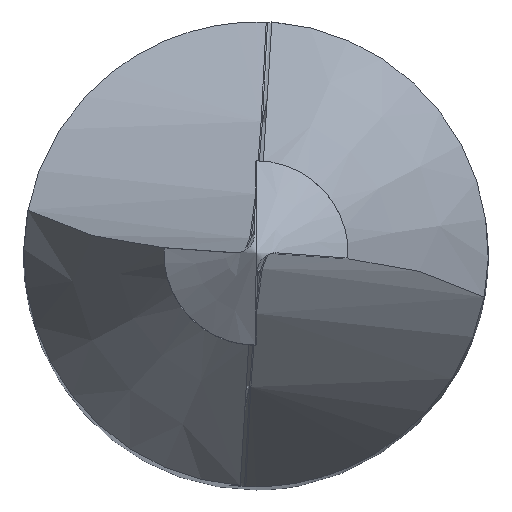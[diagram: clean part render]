
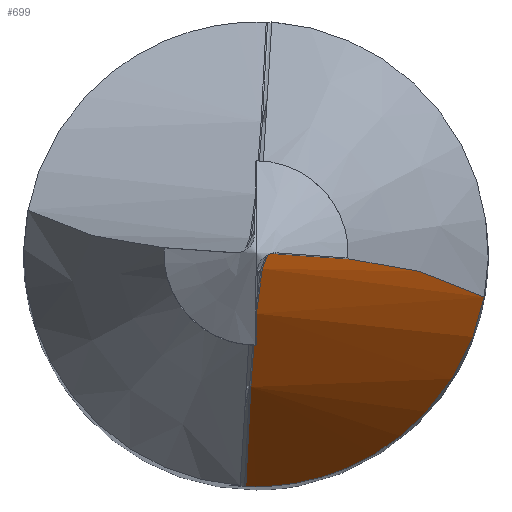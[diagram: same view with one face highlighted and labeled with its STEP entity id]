
A CAD part, top view. The second image highlights one B-rep face of the part: STEP entity #699.
In plain terms, the highlighted conical face has half-angle 4 degrees and reference radius 13.309 mm.
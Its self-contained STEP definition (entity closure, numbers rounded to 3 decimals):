
#417=VERTEX_POINT('',#1164);
#519=VERTEX_POINT('',#1279);
#627=EDGE_CURVE('',#771,#519,#1402,.T.);
#631=EDGE_CURVE('',#417,#1013,#1406,.T.);
#699=ADVANCED_FACE('',(#1482),#1483,.F.);
#771=VERTEX_POINT('',#1560);
#857=VERTEX_POINT('',#1654);
#861=EDGE_CURVE('',#857,#771,#1658,.T.);
#895=EDGE_CURVE('',#1013,#519,#1696,.T.);
#1013=VERTEX_POINT('',#1819);
#1121=EDGE_CURVE('',#417,#857,#1935,.T.);
#1164=CARTESIAN_POINT('',(1.274,-0.078,-3.646));
#1279=CARTESIAN_POINT('',(-0.138,-3.147,-12.367));
#1402=B_SPLINE_CURVE_WITH_KNOTS('',3,(#2520,#2521,#2522,#2523,#2524,#2525,#2526,#2527,#2528,#2529,#2530,#2531,#2532,#2533,#2534,#2535,#2536,#2537,#2538,#2539,#2540,#2541,#2542,#2543),.UNSPECIFIED.,.F.,.F.,(4,2,2,2,2,2,2,2,2,2,2,4),(13.857,15.207,16.557,17.578,18.598,19.101,19.603,20.055,20.506,20.958,21.41,21.754),.UNSPECIFIED.);
#1406=LINE('',#2549,#2550);
#1482=FACE_OUTER_BOUND('',#2722,.T.);
#1483=CONICAL_SURFACE('',#2723,13.309,0.07);
#1560=CARTESIAN_POINT('',(0.,-3.15,-12.36));
#1654=CARTESIAN_POINT('',(3.094,-0.591,-6.891));
#1658=B_SPLINE_CURVE_WITH_KNOTS('',3,(#3254,#3255,#3256,#3257,#3258,#3259,#3260,#3261,#3262,#3263,#3264,#3265,#3266,#3267,#3268,#3269,#3270,#3271,#3272,#3273,#3274,#3275,#3276,#3277),.UNSPECIFIED.,.F.,.F.,(4,2,2,2,2,2,2,2,2,2,2,4),(13.857,15.207,16.557,17.578,18.598,19.101,19.603,20.055,20.506,20.958,21.41,21.754),.UNSPECIFIED.);
#1696=CIRCLE('',#3398,13.781);
#1819=CARTESIAN_POINT('',(0.168,-0.001,-3.608));
#1935=B_SPLINE_CURVE_WITH_KNOTS('',3,(#4036,#4037,#4038,#4039,#4040,#4041,#4042,#4043,#4044,#4045,#4046,#4047,#4048,#4049,#4050,#4051,#4052,#4053,#4054,#4055,#4056,#4057,#4058,#4059,#4060,#4061,#4062,#4063,#4064,#4065,#4066,#4067,#4068,#4069,#4070,#4071,#4072,#4073,#4074,#4075),.UNSPECIFIED.,.F.,.F.,(4,2,2,2,2,2,2,2,2,2,2,2,2,2,2,2,2,2,2,4),(0.0,0.294,1.003,1.713,2.092,2.226,2.292,2.326,2.359,2.394,2.429,2.499,2.638,3.036,3.772,4.508,5.966,7.424,8.883,10.341),.UNSPECIFIED.);
#2520=CARTESIAN_POINT('',(3.109,-0.506,-6.516));
#2521=CARTESIAN_POINT('',(3.093,-0.607,-6.994));
#2522=CARTESIAN_POINT('',(3.067,-0.734,-7.466));
#2523=CARTESIAN_POINT('',(2.982,-1.026,-8.373));
#2524=CARTESIAN_POINT('',(2.922,-1.193,-8.808));
#2525=CARTESIAN_POINT('',(2.773,-1.501,-9.52));
#2526=CARTESIAN_POINT('',(2.686,-1.657,-9.848));
#2527=CARTESIAN_POINT('',(2.455,-1.983,-10.475));
#2528=CARTESIAN_POINT('',(2.31,-2.153,-10.772));
#2529=CARTESIAN_POINT('',(2.064,-2.382,-11.152));
#2530=CARTESIAN_POINT('',(1.966,-2.465,-11.285));
#2531=CARTESIAN_POINT('',(1.749,-2.623,-11.534));
#2532=CARTESIAN_POINT('',(1.629,-2.7,-11.65));
#2533=CARTESIAN_POINT('',(1.403,-2.823,-11.836));
#2534=CARTESIAN_POINT('',(1.283,-2.88,-11.921));
#2535=CARTESIAN_POINT('',(1.025,-2.982,-12.074));
#2536=CARTESIAN_POINT('',(0.885,-3.027,-12.141));
#2537=CARTESIAN_POINT('',(0.594,-3.097,-12.251));
#2538=CARTESIAN_POINT('',(0.442,-3.123,-12.294));
#2539=CARTESIAN_POINT('',(0.136,-3.151,-12.351));
#2540=CARTESIAN_POINT('',(-0.019,-3.154,-12.366));
#2541=CARTESIAN_POINT('',(-0.284,-3.139,-12.369));
#2542=CARTESIAN_POINT('',(-0.403,-3.126,-12.362));
#2543=CARTESIAN_POINT('',(-0.521,-3.107,-12.347));
#2549=CARTESIAN_POINT('',(6.921,-0.473,-3.843));
#2550=VECTOR('',#4414,1.0);
#2722=EDGE_LOOP('',(#4512,#4513,#4514,#4515,#4516));
#2723=AXIS2_PLACEMENT_3D('',#4517,#4518,#4519);
#3254=CARTESIAN_POINT('',(3.109,-0.506,-6.516));
#3255=CARTESIAN_POINT('',(3.093,-0.607,-6.994));
#3256=CARTESIAN_POINT('',(3.067,-0.734,-7.466));
#3257=CARTESIAN_POINT('',(2.982,-1.026,-8.373));
#3258=CARTESIAN_POINT('',(2.922,-1.193,-8.808));
#3259=CARTESIAN_POINT('',(2.773,-1.501,-9.52));
#3260=CARTESIAN_POINT('',(2.686,-1.657,-9.848));
#3261=CARTESIAN_POINT('',(2.455,-1.983,-10.475));
#3262=CARTESIAN_POINT('',(2.31,-2.153,-10.772));
#3263=CARTESIAN_POINT('',(2.064,-2.382,-11.152));
#3264=CARTESIAN_POINT('',(1.966,-2.465,-11.285));
#3265=CARTESIAN_POINT('',(1.749,-2.623,-11.534));
#3266=CARTESIAN_POINT('',(1.629,-2.7,-11.65));
#3267=CARTESIAN_POINT('',(1.403,-2.823,-11.836));
#3268=CARTESIAN_POINT('',(1.283,-2.88,-11.921));
#3269=CARTESIAN_POINT('',(1.025,-2.982,-12.074));
#3270=CARTESIAN_POINT('',(0.885,-3.027,-12.141));
#3271=CARTESIAN_POINT('',(0.594,-3.097,-12.251));
#3272=CARTESIAN_POINT('',(0.442,-3.123,-12.294));
#3273=CARTESIAN_POINT('',(0.136,-3.151,-12.351));
#3274=CARTESIAN_POINT('',(-0.019,-3.154,-12.366));
#3275=CARTESIAN_POINT('',(-0.284,-3.139,-12.369));
#3276=CARTESIAN_POINT('',(-0.403,-3.126,-12.362));
#3277=CARTESIAN_POINT('',(-0.521,-3.107,-12.347));
#3398=AXIS2_PLACEMENT_3D('',#4750,#4751,#4752);
#4036=CARTESIAN_POINT('',(-1.318,0.102,-3.725));
#4037=CARTESIAN_POINT('',(-1.269,0.1,-3.64));
#4038=CARTESIAN_POINT('',(-1.21,0.096,-3.538));
#4039=CARTESIAN_POINT('',(-1.044,0.083,-3.248));
#4040=CARTESIAN_POINT('',(-0.915,0.068,-3.023));
#4041=CARTESIAN_POINT('',(-0.657,0.025,-2.574));
#4042=CARTESIAN_POINT('',(-0.529,-0.002,-2.349));
#4043=CARTESIAN_POINT('',(-0.346,-0.048,-2.039));
#4044=CARTESIAN_POINT('',(-0.269,-0.068,-1.91));
#4045=CARTESIAN_POINT('',(-0.171,-0.093,-1.772));
#4046=CARTESIAN_POINT('',(-0.143,-0.1,-1.734));
#4047=CARTESIAN_POINT('',(-0.096,-0.11,-1.687));
#4048=CARTESIAN_POINT('',(-0.08,-0.113,-1.674));
#4049=CARTESIAN_POINT('',(-0.054,-0.117,-1.659));
#4050=CARTESIAN_POINT('',(-0.045,-0.119,-1.654));
#4051=CARTESIAN_POINT('',(-0.027,-0.121,-1.649));
#4052=CARTESIAN_POINT('',(-0.016,-0.122,-1.647));
#4053=CARTESIAN_POINT('',(0.006,-0.123,-1.648));
#4054=CARTESIAN_POINT('',(0.017,-0.124,-1.651));
#4055=CARTESIAN_POINT('',(0.036,-0.124,-1.658));
#4056=CARTESIAN_POINT('',(0.045,-0.124,-1.664));
#4057=CARTESIAN_POINT('',(0.072,-0.124,-1.681));
#4058=CARTESIAN_POINT('',(0.089,-0.123,-1.696));
#4059=CARTESIAN_POINT('',(0.137,-0.12,-1.747));
#4060=CARTESIAN_POINT('',(0.167,-0.117,-1.787));
#4061=CARTESIAN_POINT('',(0.271,-0.106,-1.933));
#4062=CARTESIAN_POINT('',(0.354,-0.096,-2.069));
#4063=CARTESIAN_POINT('',(0.548,-0.078,-2.392));
#4064=CARTESIAN_POINT('',(0.684,-0.069,-2.625));
#4065=CARTESIAN_POINT('',(0.954,-0.063,-3.091));
#4066=CARTESIAN_POINT('',(1.089,-0.066,-3.325));
#4067=CARTESIAN_POINT('',(1.454,-0.089,-3.958));
#4068=CARTESIAN_POINT('',(1.707,-0.123,-4.399));
#4069=CARTESIAN_POINT('',(2.218,-0.237,-5.298));
#4070=CARTESIAN_POINT('',(2.476,-0.317,-5.757));
#4071=CARTESIAN_POINT('',(2.977,-0.523,-6.669));
#4072=CARTESIAN_POINT('',(3.221,-0.65,-7.124));
#4073=CARTESIAN_POINT('',(3.678,-0.942,-8.009));
#4074=CARTESIAN_POINT('',(3.891,-1.109,-8.44));
#4075=CARTESIAN_POINT('',(4.082,-1.289,-8.849));
#4414=DIRECTION('',(-0.997,0.07,0.035));
#4512=ORIENTED_EDGE('',*,*,#861,.F.);
#4513=ORIENTED_EDGE('',*,*,#1121,.F.);
#4514=ORIENTED_EDGE('',*,*,#631,.T.);
#4515=ORIENTED_EDGE('',*,*,#895,.T.);
#4516=ORIENTED_EDGE('',*,*,#627,.F.);
#4517=CARTESIAN_POINT('',(6.921,-13.782,-3.843));
#4518=DIRECTION('',(-0.999,0.0,0.035));
#4519=DIRECTION('',(0.035,0.0,0.999));
#4750=CARTESIAN_POINT('',(0.168,-13.782,-3.608));
#4751=DIRECTION('',(-0.999,0.0,0.035));
#4752=DIRECTION('',(0.035,0.0,0.999));
